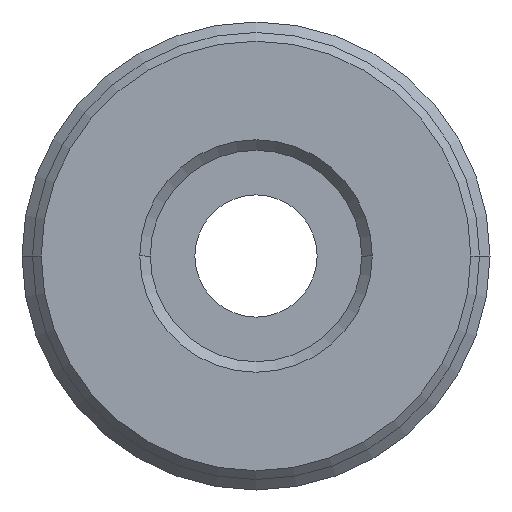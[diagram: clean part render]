
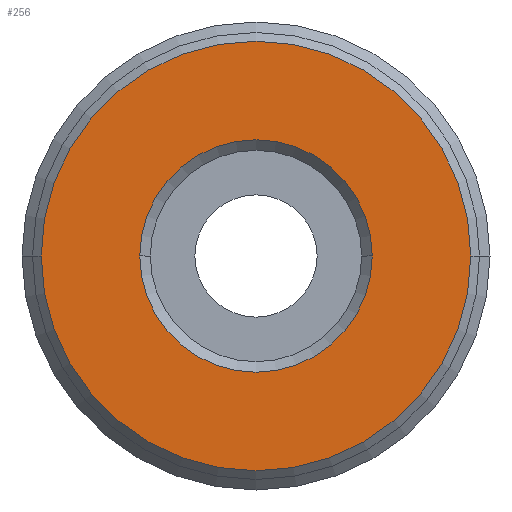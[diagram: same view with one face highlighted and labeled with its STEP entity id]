
A CAD part, front view. The second image highlights one B-rep face of the part: STEP entity #256.
In plain terms, the highlighted planar face has unit normal (0, -1, 0).
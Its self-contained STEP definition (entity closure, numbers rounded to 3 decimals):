
#256=ADVANCED_FACE('',(#513,#514),#515,.T.);
#513=FACE_BOUND('',#762,.T.);
#514=FACE_OUTER_BOUND('',#763,.T.);
#515=PLANE('',#764);
#762=EDGE_LOOP('',(#1397,#1398));
#763=EDGE_LOOP('',(#1399,#1400));
#764=AXIS2_PLACEMENT_3D('',#1401,#1402,#1403);
#1397=ORIENTED_EDGE('',*,*,#1530,.T.);
#1398=ORIENTED_EDGE('',*,*,#1528,.T.);
#1399=ORIENTED_EDGE('',*,*,#1473,.F.);
#1400=ORIENTED_EDGE('',*,*,#1614,.F.);
#1401=CARTESIAN_POINT('',(6.15,0.0,0.0));
#1402=DIRECTION('',(-0.0,-1.0,-0.0));
#1403=DIRECTION('',(-1.0,0.0,0.0));
#1473=EDGE_CURVE('',#1749,#1751,#1752,.T.);
#1528=EDGE_CURVE('',#1842,#1844,#1846,.T.);
#1530=EDGE_CURVE('',#1844,#1842,#1848,.T.);
#1614=EDGE_CURVE('',#1751,#1749,#1948,.T.);
#1749=VERTEX_POINT('',#2111);
#1751=VERTEX_POINT('',#2114);
#1752=CIRCLE('',#2115,12.3);
#1842=VERTEX_POINT('',#2266);
#1844=VERTEX_POINT('',#2269);
#1846=CIRCLE('',#2272,6.655);
#1848=CIRCLE('',#2274,6.655);
#1948=CIRCLE('',#2600,12.3);
#2111=CARTESIAN_POINT('',(12.3,0.0,0.0));
#2114=CARTESIAN_POINT('',(-12.3,0.0,0.));
#2115=AXIS2_PLACEMENT_3D('',#2729,#2730,#2731);
#2266=CARTESIAN_POINT('',(6.655,0.0,0.));
#2269=CARTESIAN_POINT('',(-6.655,0.0,0.));
#2272=AXIS2_PLACEMENT_3D('',#2808,#2809,#2810);
#2274=AXIS2_PLACEMENT_3D('',#2811,#2812,#2813);
#2600=AXIS2_PLACEMENT_3D('',#2895,#2896,#2897);
#2729=CARTESIAN_POINT('',(0.0,0.0,0.0));
#2730=DIRECTION('',(-0.0,1.0,0.0));
#2731=DIRECTION('',(1.0,0.0,0.0));
#2808=CARTESIAN_POINT('',(0.0,0.0,0.0));
#2809=DIRECTION('',(-0.0,1.0,0.0));
#2810=DIRECTION('',(1.0,0.0,0.0));
#2811=CARTESIAN_POINT('',(0.0,0.0,0.0));
#2812=DIRECTION('',(-0.0,1.0,0.0));
#2813=DIRECTION('',(1.0,0.0,0.0));
#2895=CARTESIAN_POINT('',(0.0,0.0,0.0));
#2896=DIRECTION('',(-0.0,1.0,0.0));
#2897=DIRECTION('',(1.0,0.0,0.0));
